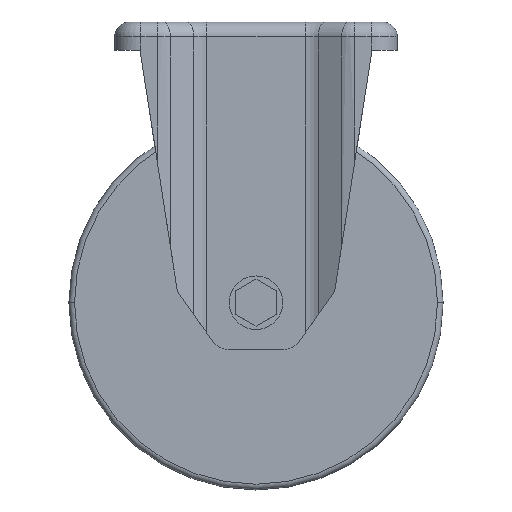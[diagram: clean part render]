
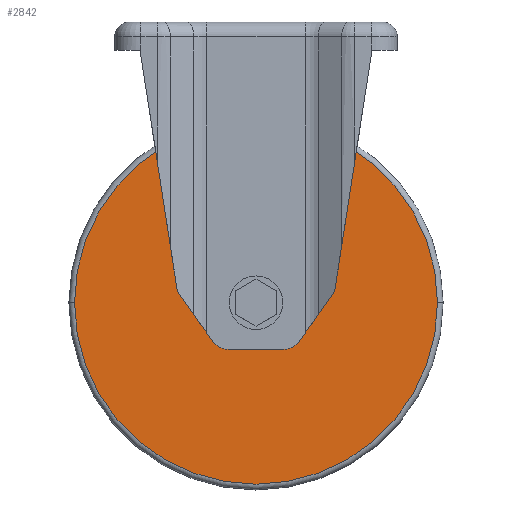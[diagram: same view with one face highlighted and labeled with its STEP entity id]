
A CAD part, top view. The second image highlights one B-rep face of the part: STEP entity #2842.
In plain terms, the highlighted planar face has unit normal (0, 0, 1).
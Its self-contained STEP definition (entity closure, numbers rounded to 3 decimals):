
#418 = FACE_BOUND ( 'NONE', #2432, .T. ) ;
#419 = FACE_OUTER_BOUND ( 'NONE', #2454, .T. ) ;
#966 = CARTESIAN_POINT ( 'NONE',  ( -97., -150., 31.5 ) ) ;
#995 = CARTESIAN_POINT ( 'NONE',  ( 97., -150., 31.5 ) ) ;
#1018 = CARTESIAN_POINT ( 'NONE',  ( -14.3, -150., 31.5 ) ) ;
#1019 = CARTESIAN_POINT ( 'NONE',  ( 14.3, -150., 31.5 ) ) ;
#1101 = AXIS2_PLACEMENT_3D ( 'NONE', #1222, #1232, #1266 ) ;
#1222 = CARTESIAN_POINT ( 'NONE',  ( 0., -150., 31.5 ) ) ;
#1232 = DIRECTION ( 'NONE',  ( 0., 0., 1. ) ) ;
#1254 = PLANE ( 'NONE',  #1101 ) ;
#1266 = DIRECTION ( 'NONE',  ( 1., 0., 0. ) ) ;
#1477 = ORIENTED_EDGE ( 'NONE', *, *, #2974, .T. ) ;
#1539 = CIRCLE ( 'NONE', #1541, 14.3 ) ;
#1541 = AXIS2_PLACEMENT_3D ( 'NONE', #1833, #1834, #1835 ) ;
#1613 = ORIENTED_EDGE ( 'NONE', *, *, #3150, .T. ) ;
#1630 = CIRCLE ( 'NONE', #1636, 97. ) ;
#1636 = AXIS2_PLACEMENT_3D ( 'NONE', #3814, #3815, #3816 ) ;
#1639 = CIRCLE ( 'NONE', #1645, 97. ) ;
#1645 = AXIS2_PLACEMENT_3D ( 'NONE', #3836, #3837, #3838 ) ;
#1833 = CARTESIAN_POINT ( 'NONE',  ( 0., -150., 31.5 ) ) ;
#1834 = DIRECTION ( 'NONE',  ( 0., 0., -1. ) ) ;
#1835 = DIRECTION ( 'NONE',  ( 1., 0., 0. ) ) ;
#1963 = ORIENTED_EDGE ( 'NONE', *, *, #3158, .T. ) ;
#2163 = ORIENTED_EDGE ( 'NONE', *, *, #2877, .T. ) ;
#2224 = VERTEX_POINT ( 'NONE', #966 ) ;
#2239 = VERTEX_POINT ( 'NONE', #995 ) ;
#2246 = VERTEX_POINT ( 'NONE', #1018 ) ;
#2248 = VERTEX_POINT ( 'NONE', #1019 ) ;
#2432 = EDGE_LOOP ( 'NONE', ( #1477, #2163 ) ) ;
#2454 = EDGE_LOOP ( 'NONE', ( #1613, #1963 ) ) ;
#2842 = ADVANCED_FACE ( 'NONE', ( #418, #419 ), #1254, .T. ) ;
#2877 = EDGE_CURVE ( 'NONE', #2248, #2246, #3511, .T. ) ;
#2974 = EDGE_CURVE ( 'NONE', #2246, #2248, #1539, .T. ) ;
#3150 = EDGE_CURVE ( 'NONE', #2239, #2224, #1630, .T. ) ;
#3158 = EDGE_CURVE ( 'NONE', #2224, #2239, #1639, .T. ) ;
#3476 = DIRECTION ( 'NONE',  ( 1., 0., 0. ) ) ;
#3477 = DIRECTION ( 'NONE',  ( 0., 0., -1. ) ) ;
#3487 = CARTESIAN_POINT ( 'NONE',  ( 0., -150., 31.5 ) ) ;
#3500 = AXIS2_PLACEMENT_3D ( 'NONE', #3487, #3477, #3476 ) ;
#3511 = CIRCLE ( 'NONE', #3500, 14.3 ) ;
#3814 = CARTESIAN_POINT ( 'NONE',  ( 0., -150., 31.5 ) ) ;
#3815 = DIRECTION ( 'NONE',  ( 0., 0., 1. ) ) ;
#3816 = DIRECTION ( 'NONE',  ( 1., 0., 0. ) ) ;
#3836 = CARTESIAN_POINT ( 'NONE',  ( 0., -150., 31.5 ) ) ;
#3837 = DIRECTION ( 'NONE',  ( 0., 0., 1. ) ) ;
#3838 = DIRECTION ( 'NONE',  ( 1., 0., 0. ) ) ;
